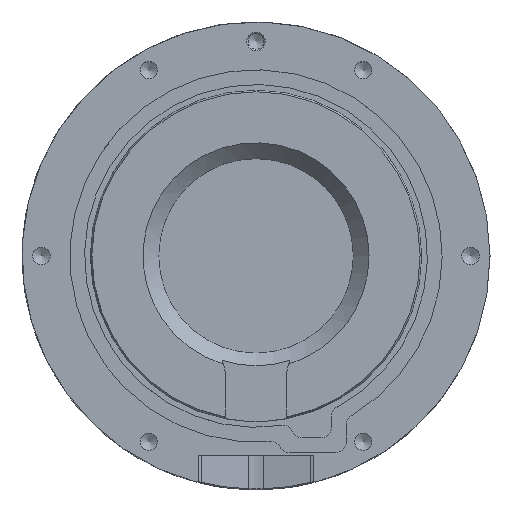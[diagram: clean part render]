
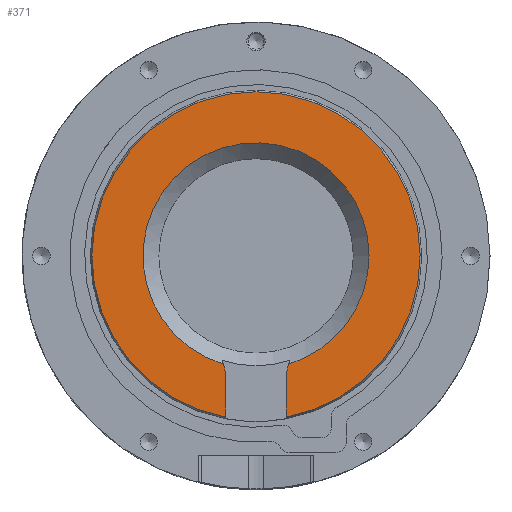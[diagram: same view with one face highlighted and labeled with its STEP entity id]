
A CAD part, top view. The second image highlights one B-rep face of the part: STEP entity #371.
In plain terms, the highlighted planar face has unit normal (0, 0, 1).
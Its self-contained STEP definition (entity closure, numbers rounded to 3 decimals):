
#4 = VECTOR ( 'NONE', #159, 1000. ) ;
#30 = ORIENTED_EDGE ( 'NONE', *, *, #158, .T. ) ;
#31 = VECTOR ( 'NONE', #1602, 1000. ) ;
#38 = DIRECTION ( 'NONE',  ( 1., 0., 0. ) ) ;
#123 = CARTESIAN_POINT ( 'NONE',  ( 15.25, -23.483, 7.6 ) ) ;
#158 = EDGE_CURVE ( 'NONE', #822, #1053, #919, .T. ) ;
#159 = DIRECTION ( 'NONE',  ( 0., -1., 0. ) ) ;
#187 = CARTESIAN_POINT ( 'NONE',  ( -15.25, -23.483, 7.6 ) ) ;
#221 = CARTESIAN_POINT ( 'NONE',  ( 5.75, -23.483, 7.6 ) ) ;
#247 = ORIENTED_EDGE ( 'NONE', *, *, #957, .T. ) ;
#251 = EDGE_CURVE ( 'NONE', #1303, #642, #1261, .T. ) ;
#284 = LINE ( 'NONE', #933, #4 ) ;
#300 = DIRECTION ( 'NONE',  ( 1., 0., 0. ) ) ;
#303 = EDGE_CURVE ( 'NONE', #813, #350, #1628, .T. ) ;
#334 = ORIENTED_EDGE ( 'NONE', *, *, #303, .T. ) ;
#350 = VERTEX_POINT ( 'NONE', #1208 ) ;
#371 = ADVANCED_FACE ( 'NONE', ( #946 ), #570, .T. ) ;
#407 = DIRECTION ( 'NONE',  ( 1., 0., 0. ) ) ;
#422 = DIRECTION ( 'NONE',  ( 0., 0., 1. ) ) ;
#430 = CARTESIAN_POINT ( 'NONE',  ( 0., 0., 7.6 ) ) ;
#482 = CARTESIAN_POINT ( 'NONE',  ( -5.75, -23.483, 7.6 ) ) ;
#510 = AXIS2_PLACEMENT_3D ( 'NONE', #187, #1124, #1661 ) ;
#541 = LINE ( 'NONE', #1062, #31 ) ;
#570 = PLANE ( 'NONE',  #920 ) ;
#599 = DIRECTION ( 'NONE',  ( 0., 0., -1. ) ) ;
#642 = VERTEX_POINT ( 'NONE', #221 ) ;
#656 = ORIENTED_EDGE ( 'NONE', *, *, #251, .T. ) ;
#724 = CARTESIAN_POINT ( 'NONE',  ( 0., 0., 7.6 ) ) ;
#813 = VERTEX_POINT ( 'NONE', #1024 ) ;
#822 = VERTEX_POINT ( 'NONE', #482 ) ;
#829 = EDGE_LOOP ( 'NONE', ( #1448, #334, #247, #30, #1157, #656 ) ) ;
#919 = CIRCLE ( 'NONE', #510, 9.5 ) ;
#920 = AXIS2_PLACEMENT_3D ( 'NONE', #430, #422, #300 ) ;
#933 = CARTESIAN_POINT ( 'NONE',  ( 5.75, -5.9, 7.6 ) ) ;
#946 = FACE_OUTER_BOUND ( 'NONE', #829, .T. ) ;
#957 = EDGE_CURVE ( 'NONE', #350, #822, #541, .T. ) ;
#991 = EDGE_CURVE ( 'NONE', #642, #813, #284, .T. ) ;
#1024 = CARTESIAN_POINT ( 'NONE',  ( 5.75, -30.677, 7.6 ) ) ;
#1053 = VERTEX_POINT ( 'NONE', #1515 ) ;
#1057 = DIRECTION ( 'NONE',  ( 0., 0., 1. ) ) ;
#1062 = CARTESIAN_POINT ( 'NONE',  ( -5.75, -5.9, 7.6 ) ) ;
#1124 = DIRECTION ( 'NONE',  ( 0., 0., 1. ) ) ;
#1157 = ORIENTED_EDGE ( 'NONE', *, *, #1697, .T. ) ;
#1180 = DIRECTION ( 'NONE',  ( 1., 0., 0. ) ) ;
#1198 = CIRCLE ( 'NONE', #1421, 21.5 ) ;
#1206 = CARTESIAN_POINT ( 'NONE',  ( 0., 0., 7.6 ) ) ;
#1208 = CARTESIAN_POINT ( 'NONE',  ( -5.75, -30.677, 7.6 ) ) ;
#1261 = CIRCLE ( 'NONE', #1309, 9.5 ) ;
#1285 = AXIS2_PLACEMENT_3D ( 'NONE', #1206, #1057, #1180 ) ;
#1303 = VERTEX_POINT ( 'NONE', #1392 ) ;
#1309 = AXIS2_PLACEMENT_3D ( 'NONE', #123, #1444, #407 ) ;
#1392 = CARTESIAN_POINT ( 'NONE',  ( 6.202, -20.586, 7.6 ) ) ;
#1421 = AXIS2_PLACEMENT_3D ( 'NONE', #724, #599, #38 ) ;
#1444 = DIRECTION ( 'NONE',  ( 0., 0., 1. ) ) ;
#1448 = ORIENTED_EDGE ( 'NONE', *, *, #991, .T. ) ;
#1515 = CARTESIAN_POINT ( 'NONE',  ( -6.202, -20.586, 7.6 ) ) ;
#1602 = DIRECTION ( 'NONE',  ( 0., 1., 0. ) ) ;
#1628 = CIRCLE ( 'NONE', #1285, 31.211 ) ;
#1661 = DIRECTION ( 'NONE',  ( 1., 0., 0. ) ) ;
#1697 = EDGE_CURVE ( 'NONE', #1053, #1303, #1198, .T. ) ;
